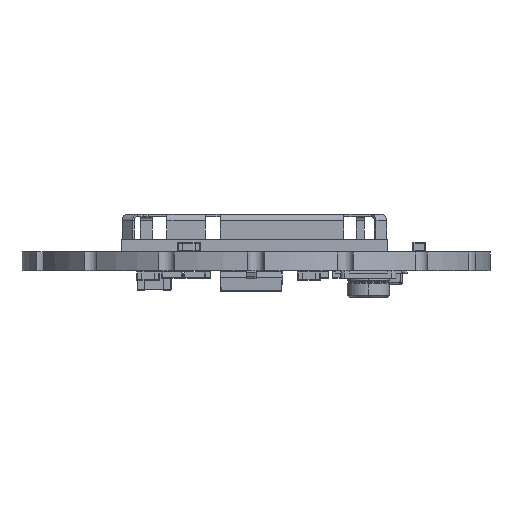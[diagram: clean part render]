
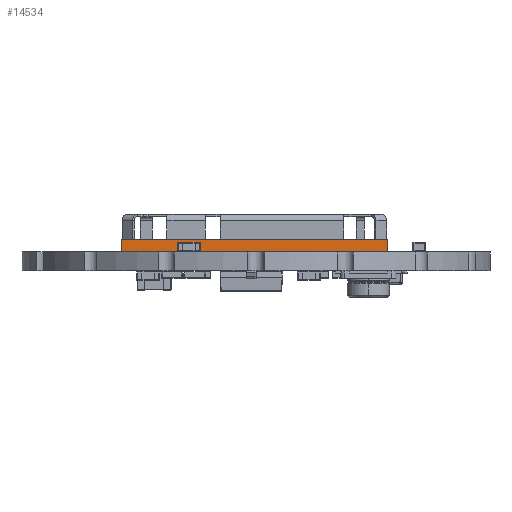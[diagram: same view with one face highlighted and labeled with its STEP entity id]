
A CAD part, front view. The second image highlights one B-rep face of the part: STEP entity #14534.
In plain terms, the highlighted face is planar.
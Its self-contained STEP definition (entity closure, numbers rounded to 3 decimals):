
#14534 = ADVANCED_FACE('',(#14535),#14569,.F.);
#14535 = FACE_BOUND('',#14536,.T.);
#14536 = EDGE_LOOP('',(#14537,#14547,#14555,#14563));
#14537 = ORIENTED_EDGE('',*,*,#14538,.T.);
#14538 = EDGE_CURVE('',#14539,#14541,#14543,.T.);
#14539 = VERTEX_POINT('',#14540);
#14540 = CARTESIAN_POINT('',(5.8,0.,6.25));
#14541 = VERTEX_POINT('',#14542);
#14542 = CARTESIAN_POINT('',(5.8,0.,-6.25));
#14543 = LINE('',#14544,#14545);
#14544 = CARTESIAN_POINT('',(5.8,0.,6.25));
#14545 = VECTOR('',#14546,1.);
#14546 = DIRECTION('',(0.,0.,-1.));
#14547 = ORIENTED_EDGE('',*,*,#14548,.F.);
#14548 = EDGE_CURVE('',#14549,#14541,#14551,.T.);
#14549 = VERTEX_POINT('',#14550);
#14550 = CARTESIAN_POINT('',(5.8,0.6,-6.25));
#14551 = LINE('',#14552,#14553);
#14552 = CARTESIAN_POINT('',(5.8,0.6,-6.25));
#14553 = VECTOR('',#14554,1.);
#14554 = DIRECTION('',(0.,-1.,0.));
#14555 = ORIENTED_EDGE('',*,*,#14556,.F.);
#14556 = EDGE_CURVE('',#14557,#14549,#14559,.T.);
#14557 = VERTEX_POINT('',#14558);
#14558 = CARTESIAN_POINT('',(5.8,0.6,6.25));
#14559 = LINE('',#14560,#14561);
#14560 = CARTESIAN_POINT('',(5.8,0.6,6.25));
#14561 = VECTOR('',#14562,1.);
#14562 = DIRECTION('',(0.,0.,-1.));
#14563 = ORIENTED_EDGE('',*,*,#14564,.T.);
#14564 = EDGE_CURVE('',#14557,#14539,#14565,.T.);
#14565 = LINE('',#14566,#14567);
#14566 = CARTESIAN_POINT('',(5.8,0.6,6.25));
#14567 = VECTOR('',#14568,1.);
#14568 = DIRECTION('',(0.,-1.,0.));
#14569 = PLANE('',#14570);
#14570 = AXIS2_PLACEMENT_3D('',#14571,#14572,#14573);
#14571 = CARTESIAN_POINT('',(5.8,0.6,6.25));
#14572 = DIRECTION('',(-1.,0.,0.));
#14573 = DIRECTION('',(0.,0.,1.));
